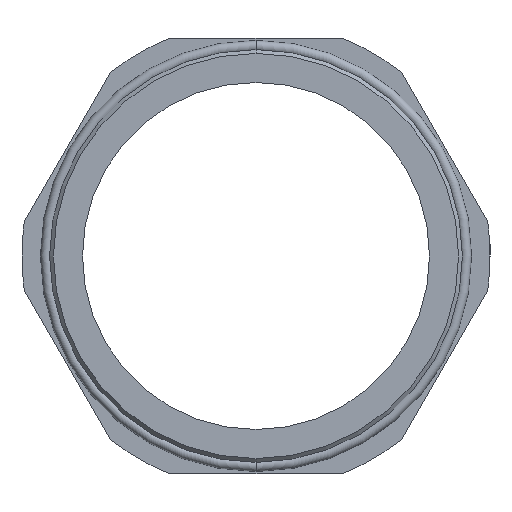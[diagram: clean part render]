
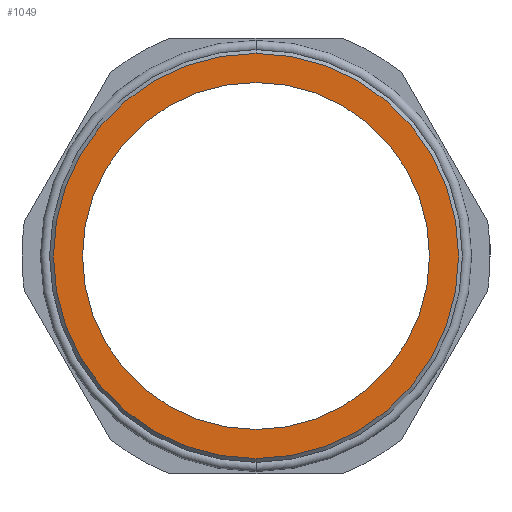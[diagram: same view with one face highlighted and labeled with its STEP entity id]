
A CAD part, front view. The second image highlights one B-rep face of the part: STEP entity #1049.
In plain terms, the highlighted planar face has unit normal (0, -1, 0).
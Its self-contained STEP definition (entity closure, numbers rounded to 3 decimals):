
#24 = AXIS2_PLACEMENT_3D ( 'NONE', #932, #933, #934 ) ;
#38 = AXIS2_PLACEMENT_3D ( 'NONE', #935, #936, #937 ) ;
#137 = AXIS2_PLACEMENT_3D ( 'NONE', #628, #629, #630 ) ;
#141 = AXIS2_PLACEMENT_3D ( 'NONE', #692, #696, #697 ) ;
#153 = AXIS2_PLACEMENT_3D ( 'NONE', #701, #708, #709 ) ;
#166 = FACE_OUTER_BOUND ( 'NONE', #310, .T. ) ;
#168 = FACE_BOUND ( 'NONE', #311, .T. ) ;
#207 = CIRCLE ( 'NONE', #141, 26.5 ) ;
#209 = CIRCLE ( 'NONE', #153, 22.7 ) ;
#233 = CIRCLE ( 'NONE', #24, 26.5 ) ;
#234 = CIRCLE ( 'NONE', #38, 22.7 ) ;
#241 = VERTEX_POINT ( 'NONE', #502 ) ;
#247 = VERTEX_POINT ( 'NONE', #508 ) ;
#248 = VERTEX_POINT ( 'NONE', #509 ) ;
#255 = VERTEX_POINT ( 'NONE', #516 ) ;
#310 = EDGE_LOOP ( 'NONE', ( #444, #446 ) ) ;
#311 = EDGE_LOOP ( 'NONE', ( #443, #448 ) ) ;
#443 = ORIENTED_EDGE ( 'NONE', *, *, #1137, .T. ) ;
#444 = ORIENTED_EDGE ( 'NONE', *, *, #1136, .T. ) ;
#446 = ORIENTED_EDGE ( 'NONE', *, *, #1069, .T. ) ;
#448 = ORIENTED_EDGE ( 'NONE', *, *, #1073, .T. ) ;
#502 = CARTESIAN_POINT ( 'NONE',  ( 0., -15., -22.7 ) ) ;
#508 = CARTESIAN_POINT ( 'NONE',  ( 0., -15., 26.5 ) ) ;
#509 = CARTESIAN_POINT ( 'NONE',  ( 0., -15., -26.5 ) ) ;
#516 = CARTESIAN_POINT ( 'NONE',  ( 0., -15., 22.7 ) ) ;
#627 = PLANE ( 'NONE',  #137 ) ;
#628 = CARTESIAN_POINT ( 'NONE',  ( -27., -15., 0. ) ) ;
#629 = DIRECTION ( 'NONE',  ( 0., -1., 0. ) ) ;
#630 = DIRECTION ( 'NONE',  ( 0., 0., -1. ) ) ;
#692 = CARTESIAN_POINT ( 'NONE',  ( 0., -15., 0. ) ) ;
#696 = DIRECTION ( 'NONE',  ( 0., -1., 0. ) ) ;
#697 = DIRECTION ( 'NONE',  ( 0., 0., -1. ) ) ;
#701 = CARTESIAN_POINT ( 'NONE',  ( 0., -15., 0. ) ) ;
#708 = DIRECTION ( 'NONE',  ( 0., 1., 0. ) ) ;
#709 = DIRECTION ( 'NONE',  ( 0., 0., 1. ) ) ;
#932 = CARTESIAN_POINT ( 'NONE',  ( 0., -15., 0. ) ) ;
#933 = DIRECTION ( 'NONE',  ( 0., -1., 0. ) ) ;
#934 = DIRECTION ( 'NONE',  ( 0., 0., -1. ) ) ;
#935 = CARTESIAN_POINT ( 'NONE',  ( 0., -15., 0. ) ) ;
#936 = DIRECTION ( 'NONE',  ( 0., 1., 0. ) ) ;
#937 = DIRECTION ( 'NONE',  ( 0., 0., 1. ) ) ;
#1049 = ADVANCED_FACE ( 'NONE', ( #166, #168 ), #627, .T. ) ;
#1069 = EDGE_CURVE ( 'NONE', #248, #247, #207, .T. ) ;
#1073 = EDGE_CURVE ( 'NONE', #241, #255, #209, .T. ) ;
#1136 = EDGE_CURVE ( 'NONE', #247, #248, #233, .T. ) ;
#1137 = EDGE_CURVE ( 'NONE', #255, #241, #234, .T. ) ;
